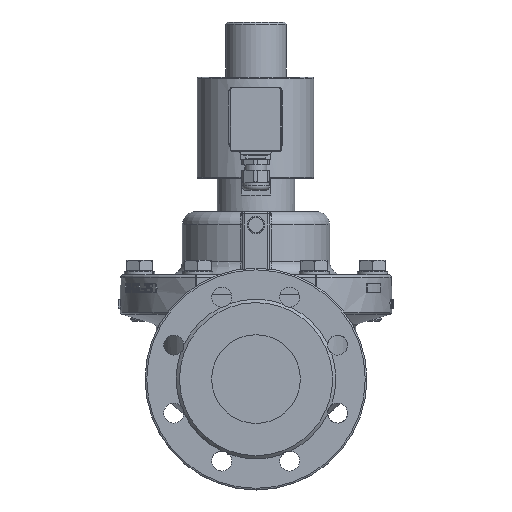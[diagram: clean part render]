
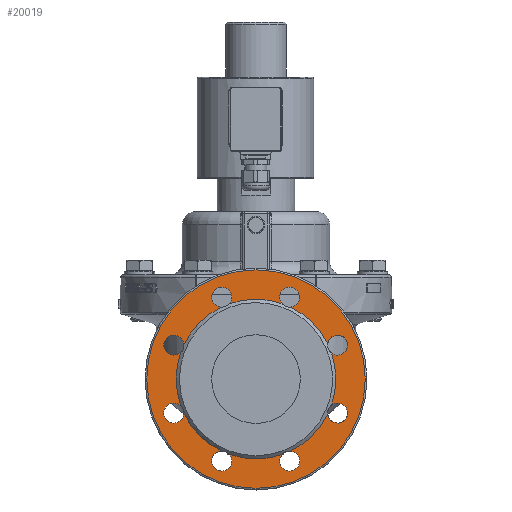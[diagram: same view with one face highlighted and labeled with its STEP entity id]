
A CAD part, front view. The second image highlights one B-rep face of the part: STEP entity #20019.
In plain terms, the highlighted planar face has unit normal (0, -1, 0).
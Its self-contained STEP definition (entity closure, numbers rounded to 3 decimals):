
#2084=PLANE('',#21546);
#4619=FACE_BOUND('',#7455,.T.);
#4620=FACE_BOUND('',#7456,.T.);
#4621=FACE_BOUND('',#7457,.T.);
#6206=FACE_OUTER_BOUND('',#7454,.T.);
#7454=EDGE_LOOP('',(#16405));
#7455=EDGE_LOOP('',(#16406,#16407,#16408,#16409,#16410,#16411,#16412,#16413,
#16414,#16415,#16416,#16417,#16418,#16419,#16420,#16421,#16422,#16423,#16424,
#16425));
#7456=EDGE_LOOP('',(#16426));
#7457=EDGE_LOOP('',(#16427));
#8062=CIRCLE('',#20563,9.);
#8064=CIRCLE('',#20566,9.);
#8066=CIRCLE('',#20569,9.);
#8068=CIRCLE('',#20572,9.);
#8070=CIRCLE('',#20575,9.);
#8072=CIRCLE('',#20578,9.);
#8074=CIRCLE('',#20581,9.);
#8076=CIRCLE('',#20584,9.);
#8077=CIRCLE('',#20586,9.);
#8078=CIRCLE('',#20588,9.);
#8486=CIRCLE('',#21547,98.5);
#8487=CIRCLE('',#21548,72.);
#8488=CIRCLE('',#21549,72.);
#8489=CIRCLE('',#21550,9.);
#8490=CIRCLE('',#21551,72.);
#8491=CIRCLE('',#21552,9.);
#8492=CIRCLE('',#21553,72.);
#8493=CIRCLE('',#21554,9.);
#8494=CIRCLE('',#21555,72.);
#8495=CIRCLE('',#21556,9.);
#8496=CIRCLE('',#21557,72.);
#8497=CIRCLE('',#21558,72.);
#8498=CIRCLE('',#21559,72.);
#8753=VERTEX_POINT('',#26521);
#8754=VERTEX_POINT('',#26522);
#8757=VERTEX_POINT('',#26539);
#8759=VERTEX_POINT('',#26544);
#8760=VERTEX_POINT('',#26545);
#8763=VERTEX_POINT('',#26556);
#8764=VERTEX_POINT('',#26557);
#8766=VERTEX_POINT('',#26572);
#8767=VERTEX_POINT('',#26573);
#8770=VERTEX_POINT('',#26590);
#8772=VERTEX_POINT('',#26595);
#8773=VERTEX_POINT('',#26596);
#8776=VERTEX_POINT('',#26607);
#8777=VERTEX_POINT('',#26608);
#8778=VERTEX_POINT('',#26621);
#8779=VERTEX_POINT('',#26628);
#9890=VERTEX_POINT('',#36402);
#9891=VERTEX_POINT('',#36405);
#9892=VERTEX_POINT('',#36407);
#9893=VERTEX_POINT('',#36409);
#9894=VERTEX_POINT('',#36411);
#9895=VERTEX_POINT('',#36414);
#9896=VERTEX_POINT('',#36417);
#10611=EDGE_CURVE('',#8753,#8754,#8062,.T.);
#10615=EDGE_CURVE('',#8757,#8757,#8064,.T.);
#10617=EDGE_CURVE('',#8759,#8760,#8066,.T.);
#10621=EDGE_CURVE('',#8763,#8764,#8068,.T.);
#10624=EDGE_CURVE('',#8766,#8767,#8070,.T.);
#10628=EDGE_CURVE('',#8770,#8770,#8072,.T.);
#10630=EDGE_CURVE('',#8772,#8773,#8074,.T.);
#10634=EDGE_CURVE('',#8776,#8777,#8076,.T.);
#10636=EDGE_CURVE('',#8753,#8778,#8077,.T.);
#10638=EDGE_CURVE('',#8772,#8779,#8078,.T.);
#12287=EDGE_CURVE('',#9890,#9890,#8486,.T.);
#12288=EDGE_CURVE('',#8754,#8779,#8487,.T.);
#12289=EDGE_CURVE('',#8773,#9891,#8488,.T.);
#12290=EDGE_CURVE('',#9892,#9891,#8489,.T.);
#12291=EDGE_CURVE('',#9892,#9893,#8490,.T.);
#12292=EDGE_CURVE('',#9894,#9893,#8491,.T.);
#12293=EDGE_CURVE('',#9894,#8759,#8492,.T.);
#12294=EDGE_CURVE('',#9895,#8760,#8493,.T.);
#12295=EDGE_CURVE('',#9895,#8766,#8494,.T.);
#12296=EDGE_CURVE('',#9896,#8767,#8495,.T.);
#12297=EDGE_CURVE('',#9896,#8763,#8496,.T.);
#12298=EDGE_CURVE('',#8764,#8776,#8497,.T.);
#12299=EDGE_CURVE('',#8777,#8778,#8498,.T.);
#16405=ORIENTED_EDGE('',*,*,#12287,.F.);
#16406=ORIENTED_EDGE('',*,*,#10611,.T.);
#16407=ORIENTED_EDGE('',*,*,#12288,.T.);
#16408=ORIENTED_EDGE('',*,*,#10638,.F.);
#16409=ORIENTED_EDGE('',*,*,#10630,.T.);
#16410=ORIENTED_EDGE('',*,*,#12289,.T.);
#16411=ORIENTED_EDGE('',*,*,#12290,.F.);
#16412=ORIENTED_EDGE('',*,*,#12291,.T.);
#16413=ORIENTED_EDGE('',*,*,#12292,.F.);
#16414=ORIENTED_EDGE('',*,*,#12293,.T.);
#16415=ORIENTED_EDGE('',*,*,#10617,.T.);
#16416=ORIENTED_EDGE('',*,*,#12294,.F.);
#16417=ORIENTED_EDGE('',*,*,#12295,.T.);
#16418=ORIENTED_EDGE('',*,*,#10624,.T.);
#16419=ORIENTED_EDGE('',*,*,#12296,.F.);
#16420=ORIENTED_EDGE('',*,*,#12297,.T.);
#16421=ORIENTED_EDGE('',*,*,#10621,.T.);
#16422=ORIENTED_EDGE('',*,*,#12298,.T.);
#16423=ORIENTED_EDGE('',*,*,#10634,.T.);
#16424=ORIENTED_EDGE('',*,*,#12299,.T.);
#16425=ORIENTED_EDGE('',*,*,#10636,.F.);
#16426=ORIENTED_EDGE('',*,*,#10615,.T.);
#16427=ORIENTED_EDGE('',*,*,#10628,.T.);
#20019=ADVANCED_FACE('',(#6206,#4619,#4620,#4621),#2084,.T.);
#20563=AXIS2_PLACEMENT_3D('',#26523,#22178,#22179);
#20566=AXIS2_PLACEMENT_3D('',#26540,#22185,#22186);
#20569=AXIS2_PLACEMENT_3D('',#26546,#22191,#22192);
#20572=AXIS2_PLACEMENT_3D('',#26558,#22198,#22199);
#20575=AXIS2_PLACEMENT_3D('',#26574,#22204,#22205);
#20578=AXIS2_PLACEMENT_3D('',#26591,#22211,#22212);
#20581=AXIS2_PLACEMENT_3D('',#26597,#22217,#22218);
#20584=AXIS2_PLACEMENT_3D('',#26609,#22224,#22225);
#20586=AXIS2_PLACEMENT_3D('',#26622,#22228,#22229);
#20588=AXIS2_PLACEMENT_3D('',#26629,#22232,#22233);
#21546=AXIS2_PLACEMENT_3D('',#36401,#24826,#24827);
#21547=AXIS2_PLACEMENT_3D('',#36403,#24828,#24829);
#21548=AXIS2_PLACEMENT_3D('',#36404,#24830,#24831);
#21549=AXIS2_PLACEMENT_3D('',#36406,#24832,#24833);
#21550=AXIS2_PLACEMENT_3D('',#36408,#24834,#24835);
#21551=AXIS2_PLACEMENT_3D('',#36410,#24836,#24837);
#21552=AXIS2_PLACEMENT_3D('',#36412,#24838,#24839);
#21553=AXIS2_PLACEMENT_3D('',#36413,#24840,#24841);
#21554=AXIS2_PLACEMENT_3D('',#36415,#24842,#24843);
#21555=AXIS2_PLACEMENT_3D('',#36416,#24844,#24845);
#21556=AXIS2_PLACEMENT_3D('',#36418,#24846,#24847);
#21557=AXIS2_PLACEMENT_3D('',#36419,#24848,#24849);
#21558=AXIS2_PLACEMENT_3D('',#36420,#24850,#24851);
#21559=AXIS2_PLACEMENT_3D('',#36421,#24852,#24853);
#22178=DIRECTION('center_axis',(0.,1.,0.));
#22179=DIRECTION('ref_axis',(1.,0.,0.));
#22185=DIRECTION('center_axis',(0.,1.,0.));
#22186=DIRECTION('ref_axis',(1.,0.,0.));
#22191=DIRECTION('center_axis',(0.,1.,0.));
#22192=DIRECTION('ref_axis',(1.,0.,0.));
#22198=DIRECTION('center_axis',(0.,1.,0.));
#22199=DIRECTION('ref_axis',(1.,0.,0.));
#22204=DIRECTION('center_axis',(0.,1.,0.));
#22205=DIRECTION('ref_axis',(1.,0.,0.));
#22211=DIRECTION('center_axis',(0.,1.,0.));
#22212=DIRECTION('ref_axis',(1.,0.,0.));
#22217=DIRECTION('center_axis',(0.,1.,0.));
#22218=DIRECTION('ref_axis',(1.,0.,0.));
#22224=DIRECTION('center_axis',(0.,1.,0.));
#22225=DIRECTION('ref_axis',(1.,0.,0.));
#22228=DIRECTION('center_axis',(0.,1.,0.));
#22229=DIRECTION('ref_axis',(1.,0.,0.));
#22232=DIRECTION('center_axis',(0.,1.,0.));
#22233=DIRECTION('ref_axis',(1.,0.,0.));
#24826=DIRECTION('center_axis',(0.,-1.,0.));
#24827=DIRECTION('ref_axis',(0.,0.,-1.));
#24828=DIRECTION('center_axis',(0.,1.,0.));
#24829=DIRECTION('ref_axis',(1.,0.,0.));
#24830=DIRECTION('center_axis',(0.,1.,0.));
#24831=DIRECTION('ref_axis',(1.,0.,0.));
#24832=DIRECTION('center_axis',(0.,1.,0.));
#24833=DIRECTION('ref_axis',(1.,0.,0.));
#24834=DIRECTION('center_axis',(0.,1.,0.));
#24835=DIRECTION('ref_axis',(1.,0.,0.));
#24836=DIRECTION('center_axis',(0.,1.,0.));
#24837=DIRECTION('ref_axis',(1.,0.,0.));
#24838=DIRECTION('center_axis',(0.,1.,0.));
#24839=DIRECTION('ref_axis',(1.,0.,0.));
#24840=DIRECTION('center_axis',(0.,1.,0.));
#24841=DIRECTION('ref_axis',(1.,0.,0.));
#24842=DIRECTION('center_axis',(0.,1.,0.));
#24843=DIRECTION('ref_axis',(1.,0.,0.));
#24844=DIRECTION('center_axis',(0.,1.,0.));
#24845=DIRECTION('ref_axis',(1.,0.,0.));
#24846=DIRECTION('center_axis',(0.,1.,0.));
#24847=DIRECTION('ref_axis',(1.,0.,0.));
#24848=DIRECTION('center_axis',(0.,1.,0.));
#24849=DIRECTION('ref_axis',(1.,0.,0.));
#24850=DIRECTION('center_axis',(0.,1.,0.));
#24851=DIRECTION('ref_axis',(1.,0.,0.));
#24852=DIRECTION('center_axis',(0.,1.,0.));
#24853=DIRECTION('ref_axis',(1.,0.,0.));
#26521=CARTESIAN_POINT('',(30.765,-152.,-64.912));
#26522=CARTESIAN_POINT('',(23.769,-152.,-68.068));
#26523=CARTESIAN_POINT('Origin',(30.615,-152.,-73.91));
#26539=CARTESIAN_POINT('',(-82.91,-152.,-30.615));
#26540=CARTESIAN_POINT('Origin',(-73.91,-152.,-30.615));
#26544=CARTESIAN_POINT('',(-30.849,-152.,64.913));
#26545=CARTESIAN_POINT('',(-30.465,-152.,64.912));
#26546=CARTESIAN_POINT('Origin',(-30.615,-152.,73.91));
#26556=CARTESIAN_POINT('',(64.97,-152.,31.651));
#26557=CARTESIAN_POINT('',(68.342,-152.,23.544));
#26558=CARTESIAN_POINT('Origin',(73.91,-152.,30.615));
#26572=CARTESIAN_POINT('',(23.769,-152.,68.068));
#26573=CARTESIAN_POINT('',(30.765,-152.,64.912));
#26574=CARTESIAN_POINT('Origin',(30.615,-152.,73.91));
#26590=CARTESIAN_POINT('',(-82.91,-152.,30.615));
#26591=CARTESIAN_POINT('Origin',(-73.91,-152.,30.615));
#26595=CARTESIAN_POINT('',(-30.465,-152.,-64.912));
#26596=CARTESIAN_POINT('',(-30.849,-152.,-64.913));
#26597=CARTESIAN_POINT('Origin',(-30.615,-152.,-73.91));
#26607=CARTESIAN_POINT('',(68.342,-152.,-23.544));
#26608=CARTESIAN_POINT('',(64.97,-152.,-31.651));
#26609=CARTESIAN_POINT('Origin',(73.91,-152.,-30.615));
#26621=CARTESIAN_POINT('',(31.425,-152.,-64.925));
#26622=CARTESIAN_POINT('Origin',(30.915,-152.,-73.91));
#26628=CARTESIAN_POINT('',(-23.6,-152.,-67.917));
#26629=CARTESIAN_POINT('Origin',(-30.315,-152.,-73.91));
#36401=CARTESIAN_POINT('Origin',(0.3,-152.,98.5));
#36402=CARTESIAN_POINT('',(0.3,-152.,98.5));
#36403=CARTESIAN_POINT('Origin',(0.3,-152.,0.));
#36404=CARTESIAN_POINT('Origin',(0.3,-152.,0.));
#36405=CARTESIAN_POINT('',(-64.625,-152.,-31.125));
#36406=CARTESIAN_POINT('Origin',(0.3,-152.,0.));
#36407=CARTESIAN_POINT('',(-67.617,-152.,-23.9));
#36408=CARTESIAN_POINT('Origin',(-73.61,-152.,-30.615));
#36409=CARTESIAN_POINT('',(-67.617,-152.,23.9));
#36410=CARTESIAN_POINT('Origin',(0.3,-152.,0.));
#36411=CARTESIAN_POINT('',(-64.625,-152.,31.125));
#36412=CARTESIAN_POINT('Origin',(-73.61,-152.,30.615));
#36413=CARTESIAN_POINT('Origin',(0.3,-152.,0.));
#36414=CARTESIAN_POINT('',(-23.6,-152.,67.917));
#36415=CARTESIAN_POINT('Origin',(-30.315,-152.,73.91));
#36416=CARTESIAN_POINT('Origin',(0.3,-152.,0.));
#36417=CARTESIAN_POINT('',(31.425,-152.,64.925));
#36418=CARTESIAN_POINT('Origin',(30.915,-152.,73.91));
#36419=CARTESIAN_POINT('Origin',(0.3,-152.,0.));
#36420=CARTESIAN_POINT('Origin',(0.3,-152.,0.));
#36421=CARTESIAN_POINT('Origin',(0.3,-152.,0.));
